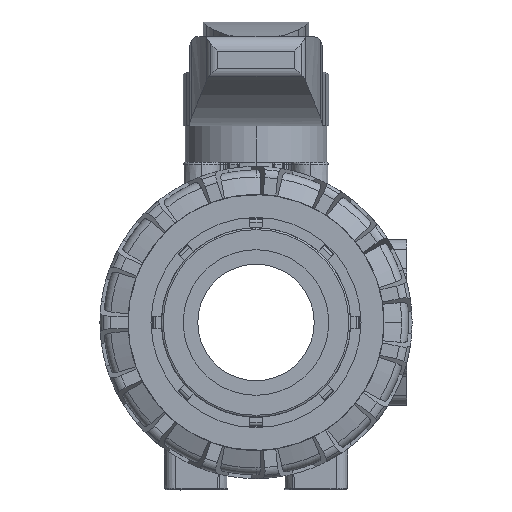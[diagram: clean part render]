
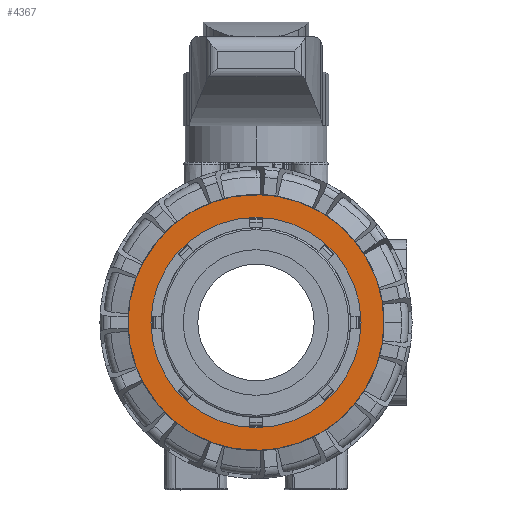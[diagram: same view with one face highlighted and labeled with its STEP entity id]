
A CAD part, left-side view. The second image highlights one B-rep face of the part: STEP entity #4367.
In plain terms, the highlighted planar face has unit normal (-1, 0, 0).
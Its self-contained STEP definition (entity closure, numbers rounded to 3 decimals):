
#4367=ADVANCED_FACE('',(#9224,#9225),#9226,.T.);
#9224=FACE_BOUND('',#27508,.T.);
#9225=FACE_OUTER_BOUND('',#27509,.T.);
#9226=PLANE('',#27510);
#27508=EDGE_LOOP('',(#39899,#39900));
#27509=EDGE_LOOP('',(#39901,#39902));
#27510=AXIS2_PLACEMENT_3D('',#39903,#39904,#39905);
#39899=ORIENTED_EDGE('',*,*,#49172,.T.);
#39900=ORIENTED_EDGE('',*,*,#48046,.T.);
#39901=ORIENTED_EDGE('',*,*,#48041,.T.);
#39902=ORIENTED_EDGE('',*,*,#49221,.T.);
#39903=CARTESIAN_POINT('',(483.777,191.829,0.0));
#39904=DIRECTION('',(-1.0,0.0,0.0));
#39905=DIRECTION('',(0.0,0.0,1.0));
#48041=EDGE_CURVE('',#55723,#55787,#55789,.T.);
#48046=EDGE_CURVE('',#55792,#55796,#55798,.T.);
#49172=EDGE_CURVE('',#55796,#55792,#57503,.T.);
#49221=EDGE_CURVE('',#55787,#55723,#57555,.T.);
#55723=VERTEX_POINT('',#72940);
#55787=VERTEX_POINT('',#73005);
#55789=CIRCLE('',#73008,35.15);
#55792=VERTEX_POINT('',#73011);
#55796=VERTEX_POINT('',#73016);
#55798=CIRCLE('',#73019,28.85);
#57503=CIRCLE('',#75842,28.85);
#57555=CIRCLE('',#75973,35.15);
#72940=CARTESIAN_POINT('',(483.777,156.679,0.0));
#73005=CARTESIAN_POINT('',(483.777,226.979,0.));
#73008=AXIS2_PLACEMENT_3D('',#85461,#85462,#85463);
#73011=CARTESIAN_POINT('',(483.777,191.829,-28.85));
#73016=CARTESIAN_POINT('',(483.777,191.829,28.85));
#73019=AXIS2_PLACEMENT_3D('',#85469,#85470,#85471);
#75842=AXIS2_PLACEMENT_3D('',#87052,#87053,#87054);
#75973=AXIS2_PLACEMENT_3D('',#87080,#87081,#87082);
#85461=CARTESIAN_POINT('',(483.777,191.829,0.0));
#85462=DIRECTION('',(-1.0,0.0,0.0));
#85463=DIRECTION('',(0.0,0.0,1.0));
#85469=CARTESIAN_POINT('',(483.777,191.829,0.0));
#85470=DIRECTION('',(1.0,0.0,0.0));
#85471=DIRECTION('',(0.0,0.0,-1.0));
#87052=CARTESIAN_POINT('',(483.777,191.829,0.0));
#87053=DIRECTION('',(1.0,0.0,0.0));
#87054=DIRECTION('',(0.0,0.0,-1.0));
#87080=CARTESIAN_POINT('',(483.777,191.829,0.0));
#87081=DIRECTION('',(-1.0,0.0,0.0));
#87082=DIRECTION('',(0.0,0.0,1.0));
